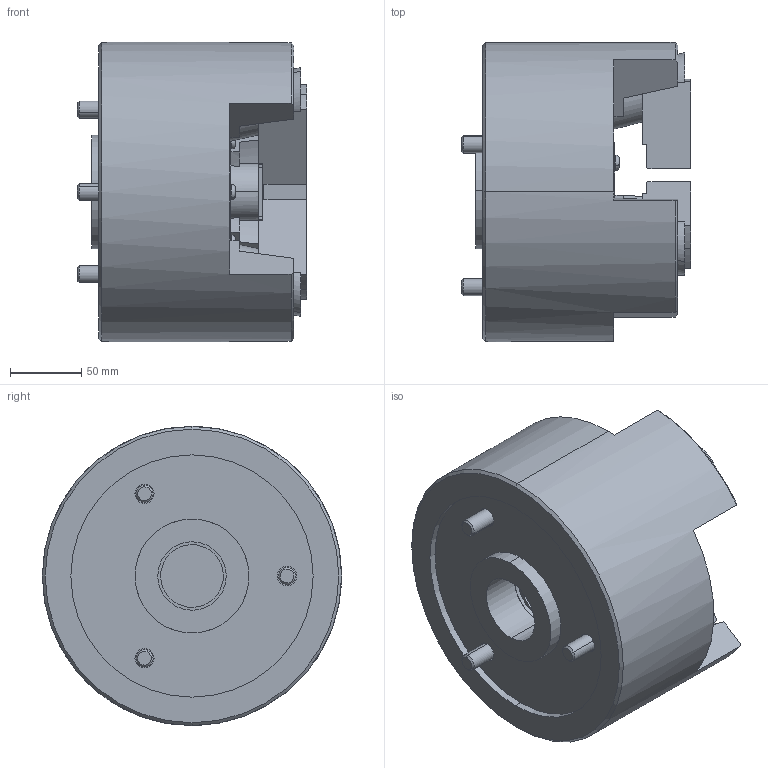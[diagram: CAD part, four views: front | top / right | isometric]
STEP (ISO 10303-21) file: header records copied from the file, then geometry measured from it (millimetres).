
FILE_DESCRIPTION (( 'STEP AP203' ), '1' );
FILE_NAME ('CF-3U-208.STEP', '2019-04-23T08:47:04', ( 'temp' ), ( '' ), 'SwSTEP 2.0', 'SolidWorks 2016', '' );
FILE_SCHEMA (( 'CONFIG_CONTROL_DESIGN' ));
Length unit declared in the file: millimetre
Products named in the file (9): CF-3U-208-02000; CF-3U-208-03010; CF-3U-208-07000; CF-3U-208-08000; 圓頭內六角螺栓_M12x30; 半圓頭六角孔螺栓_M6x10; 圓頭內六角螺栓_M12x90; CF-3U-208; CF-3U-208-01000
Assembly tree (18 placements, depth 2):
  CF-3U-208
    CF-3U-208-01000
    CF-3U-208-02000
    CF-3U-208-03010  x3
    CF-3U-208-07000  x3
    CF-3U-208-08000
    圓頭內六角螺栓_M12x30  x3
    半圓頭六角孔螺栓_M6x10  x3
    圓頭內六角螺栓_M12x90  x3
Bounding box: 161 x 210 x 210 mm (x, y, z)
Volume: 3601356.1 mm3; surface area: 336564.5 mm2
Topology: 18 solids, 18 shells, 448 faces, 1053 edges, 646 vertices
Faces by surface type: plane 215, cylinder 139, cone 85, torus 9
Entity records: 8113 total; most frequent: CARTESIAN_POINT 1290, DIRECTION 1278, ORIENTED_EDGE 1094, EDGE_CURVE 547, AXIS2_PLACEMENT_3D 508, VERTEX_POINT 352, EDGE_LOOP 275, LINE 262
